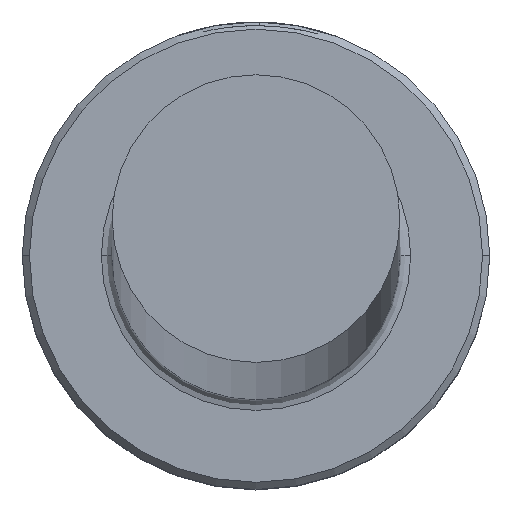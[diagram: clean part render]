
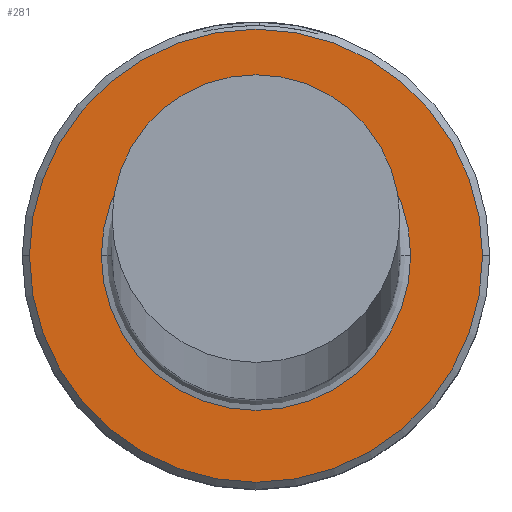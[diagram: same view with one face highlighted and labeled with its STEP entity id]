
A CAD part, top view. The second image highlights one B-rep face of the part: STEP entity #281.
In plain terms, the highlighted planar face has unit normal (0, 0, 1).
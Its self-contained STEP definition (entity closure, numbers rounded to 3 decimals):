
#63 = CARTESIAN_POINT ( 'NONE',  ( 0., 0., 8. ) ) ;
#68 = DIRECTION ( 'NONE',  ( -1., 0., 0. ) ) ;
#84 = AXIS2_PLACEMENT_3D ( 'NONE', #1029, #473, #1120 ) ;
#103 = CARTESIAN_POINT ( 'NONE',  ( 4.3, 0., 8. ) ) ;
#148 = DIRECTION ( 'NONE',  ( 0., 0., 1. ) ) ;
#163 = DIRECTION ( 'NONE',  ( 1., 0., 0. ) ) ;
#281 = ADVANCED_FACE ( 'NONE', ( #555, #1022 ), #508, .T. ) ;
#283 = AXIS2_PLACEMENT_3D ( 'NONE', #910, #371, #1006 ) ;
#324 = ORIENTED_EDGE ( 'NONE', *, *, #875, .T. ) ;
#349 = CARTESIAN_POINT ( 'NONE',  ( 6.3, 0., 8. ) ) ;
#371 = DIRECTION ( 'NONE',  ( 0., 0., 1. ) ) ;
#422 = CARTESIAN_POINT ( 'NONE',  ( 0., 0., 8. ) ) ;
#473 = DIRECTION ( 'NONE',  ( 0., 0., -1. ) ) ;
#477 = VERTEX_POINT ( 'NONE', #889 ) ;
#480 = VERTEX_POINT ( 'NONE', #349 ) ;
#495 = EDGE_LOOP ( 'NONE', ( #1060, #1098 ) ) ;
#508 = PLANE ( 'NONE',  #532 ) ;
#532 = AXIS2_PLACEMENT_3D ( 'NONE', #422, #148, #1154 ) ;
#555 = FACE_OUTER_BOUND ( 'NONE', #495, .T. ) ;
#567 = AXIS2_PLACEMENT_3D ( 'NONE', #63, #697, #163 ) ;
#573 = VERTEX_POINT ( 'NONE', #103 ) ;
#614 = DIRECTION ( 'NONE',  ( 0., 0., -1. ) ) ;
#697 = DIRECTION ( 'NONE',  ( 0., 0., 1. ) ) ;
#740 = CARTESIAN_POINT ( 'NONE',  ( -6.3, 0., 8. ) ) ;
#752 = AXIS2_PLACEMENT_3D ( 'NONE', #1171, #614, #68 ) ;
#767 = EDGE_CURVE ( 'NONE', #480, #869, #953, .T. ) ;
#776 = EDGE_LOOP ( 'NONE', ( #975, #324 ) ) ;
#801 = CIRCLE ( 'NONE', #84, 4.3 ) ;
#808 = CIRCLE ( 'NONE', #752, 4.3 ) ;
#838 = CIRCLE ( 'NONE', #567, 6.3 ) ;
#869 = VERTEX_POINT ( 'NONE', #740 ) ;
#875 = EDGE_CURVE ( 'NONE', #573, #477, #801, .T. ) ;
#889 = CARTESIAN_POINT ( 'NONE',  ( -4.3, 0., 8. ) ) ;
#910 = CARTESIAN_POINT ( 'NONE',  ( 0., 0., 8. ) ) ;
#953 = CIRCLE ( 'NONE', #283, 6.3 ) ;
#975 = ORIENTED_EDGE ( 'NONE', *, *, #1119, .T. ) ;
#1006 = DIRECTION ( 'NONE',  ( 1., 0., 0. ) ) ;
#1022 = FACE_BOUND ( 'NONE', #776, .T. ) ;
#1029 = CARTESIAN_POINT ( 'NONE',  ( 0., 0., 8. ) ) ;
#1060 = ORIENTED_EDGE ( 'NONE', *, *, #1100, .T. ) ;
#1098 = ORIENTED_EDGE ( 'NONE', *, *, #767, .T. ) ;
#1100 = EDGE_CURVE ( 'NONE', #869, #480, #838, .T. ) ;
#1119 = EDGE_CURVE ( 'NONE', #477, #573, #808, .T. ) ;
#1120 = DIRECTION ( 'NONE',  ( -1., 0., 0. ) ) ;
#1154 = DIRECTION ( 'NONE',  ( 1., 0., 0. ) ) ;
#1171 = CARTESIAN_POINT ( 'NONE',  ( 0., 0., 8. ) ) ;
